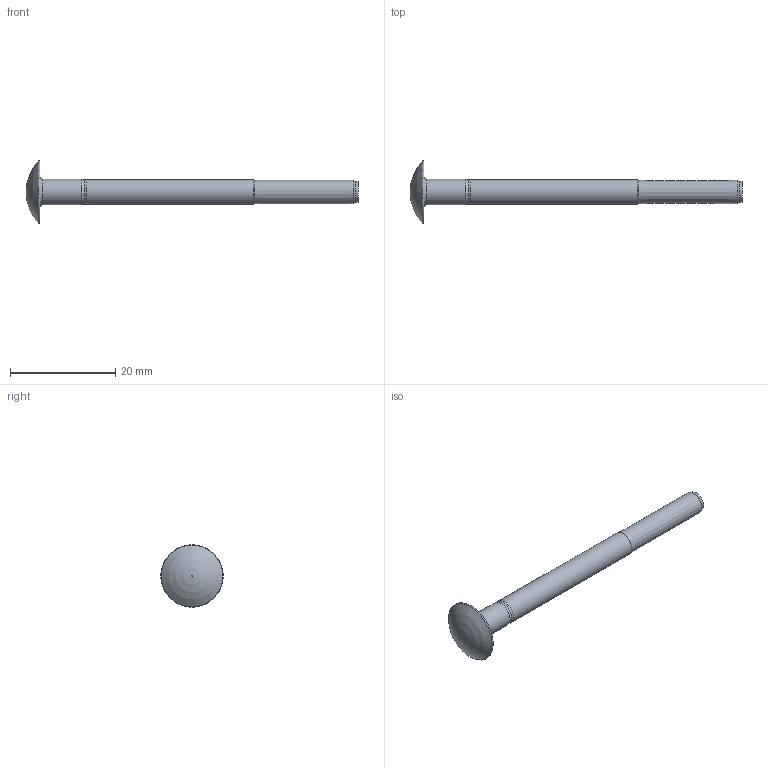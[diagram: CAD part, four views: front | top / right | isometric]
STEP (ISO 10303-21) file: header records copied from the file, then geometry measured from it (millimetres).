
FILE_DESCRIPTION (( 'STEP AP203' ), '1' );
FILE_NAME ('MGP98T-( )6-20.STEP', '2021-11-17T16:45:09', ( '' ), ( '' ), 'SwSTEP 2.0', 'SolidWorks 2018', '' );
FILE_SCHEMA (( 'CONFIG_CONTROL_DESIGN' ));
Length unit declared in the file: inch
Products named in the file (2): MGP98T-( )6-20
Bounding box: 63.17 x 11.89 x 11.89 mm (x, y, z)
Volume: 1193.9 mm3; surface area: 1122.3 mm2
Topology: 1 solids, 1 shells, 14 faces, 26 edges, 14 vertices
Faces by surface type: cone 6, torus 3, cylinder 3, plane 2
Full cylindrical faces by diameter (mm): 3.835 x1, 4.724 x1, 4.889 x1
Entity records: 431 total; most frequent: DIRECTION 58, CARTESIAN_POINT 42, AXIS2_PLACEMENT_3D 29, ORIENTED_EDGE 26, EDGE_LOOP 26, FACE_OUTER_BOUND 20, PERSON_AND_ORGANIZATION 16, ADVANCED_FACE 14
